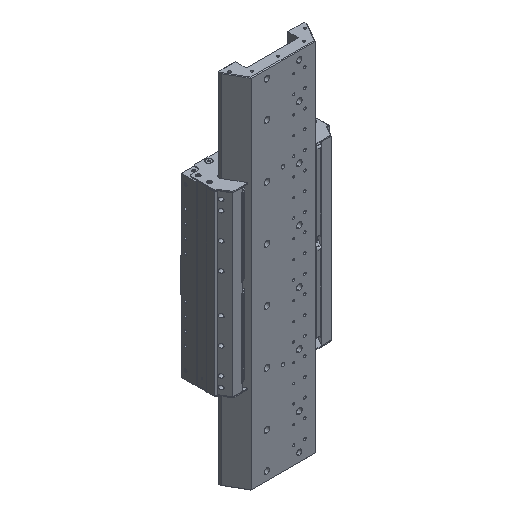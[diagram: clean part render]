
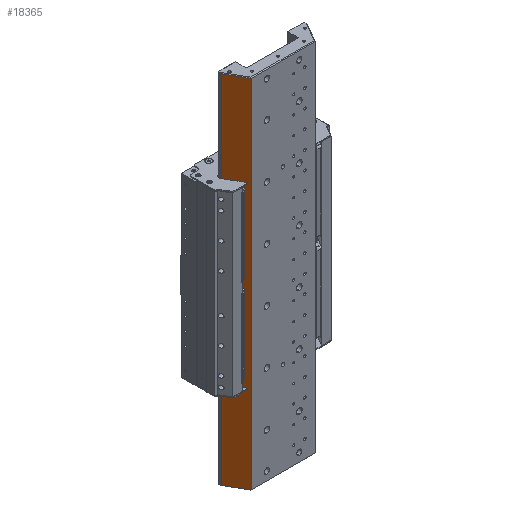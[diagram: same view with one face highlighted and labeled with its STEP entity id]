
A CAD part, isometric view. The second image highlights one B-rep face of the part: STEP entity #18365.
In plain terms, the highlighted planar face has unit normal (-0.866, -0.5, 0).
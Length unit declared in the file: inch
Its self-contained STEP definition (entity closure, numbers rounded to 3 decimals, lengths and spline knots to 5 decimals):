
#352 = DIRECTION ( 'NONE',  ( 0., 0., 1. ) ) ;
#569 = CARTESIAN_POINT ( 'NONE',  ( -2.15409, 0., -12. ) ) ;
#704 = CARTESIAN_POINT ( 'NONE',  ( -2.15409, 0., 11.96 ) ) ;
#3787 = EDGE_LOOP ( 'NONE', ( #55373, #47165, #14457, #14615 ) ) ;
#6380 = VECTOR ( 'NONE', #23746, 39.37008 ) ;
#9248 = CARTESIAN_POINT ( 'NONE',  ( -2.87, 1.24, -12. ) ) ;
#9540 = CARTESIAN_POINT ( 'NONE',  ( -2.15409, 0., -12. ) ) ;
#12001 = VERTEX_POINT ( 'NONE', #32883 ) ;
#14457 = ORIENTED_EDGE ( 'NONE', *, *, #50120, .T. ) ;
#14615 = ORIENTED_EDGE ( 'NONE', *, *, #17614, .T. ) ;
#17614 = EDGE_CURVE ( 'NONE', #12001, #38469, #32387, .T. ) ;
#17814 = VECTOR ( 'NONE', #352, 39.37008 ) ;
#18003 = DIRECTION ( 'NONE',  ( 0.5, -0.866, 0. ) ) ;
#18088 = LINE ( 'NONE', #9248, #22534 ) ;
#18365 = ADVANCED_FACE ( 'NONE', ( #24424 ), #41171, .T. ) ;
#18584 = DIRECTION ( 'NONE',  ( -0.866, -0.5, 0. ) ) ;
#20993 = VERTEX_POINT ( 'NONE', #31427 ) ;
#22225 = EDGE_CURVE ( 'NONE', #20993, #38469, #18088, .T. ) ;
#22534 = VECTOR ( 'NONE', #40960, 39.37008 ) ;
#23746 = DIRECTION ( 'NONE',  ( -0.5, 0.866, 0. ) ) ;
#24424 = FACE_OUTER_BOUND ( 'NONE', #3787, .T. ) ;
#29002 = VERTEX_POINT ( 'NONE', #40787 ) ;
#30044 = EDGE_CURVE ( 'NONE', #20993, #29002, #39327, .T. ) ;
#31427 = CARTESIAN_POINT ( 'NONE',  ( -2.87, 1.24, -11.96 ) ) ;
#31551 = AXIS2_PLACEMENT_3D ( 'NONE', #569, #18584, #18003 ) ;
#32387 = LINE ( 'NONE', #704, #6380 ) ;
#32883 = CARTESIAN_POINT ( 'NONE',  ( -2.15409, 0., 11.96 ) ) ;
#34870 = DIRECTION ( 'NONE',  ( 0.5, -0.866, 0. ) ) ;
#38469 = VERTEX_POINT ( 'NONE', #53628 ) ;
#39327 = LINE ( 'NONE', #52649, #48220 ) ;
#40787 = CARTESIAN_POINT ( 'NONE',  ( -2.15409, 0., -11.96 ) ) ;
#40960 = DIRECTION ( 'NONE',  ( 0., 0., 1. ) ) ;
#41171 = PLANE ( 'NONE',  #31551 ) ;
#47165 = ORIENTED_EDGE ( 'NONE', *, *, #30044, .T. ) ;
#48220 = VECTOR ( 'NONE', #34870, 39.37008 ) ;
#50116 = LINE ( 'NONE', #9540, #17814 ) ;
#50120 = EDGE_CURVE ( 'NONE', #29002, #12001, #50116, .T. ) ;
#52649 = CARTESIAN_POINT ( 'NONE',  ( -2.15409, 0., -11.96 ) ) ;
#53628 = CARTESIAN_POINT ( 'NONE',  ( -2.87, 1.24, 11.96 ) ) ;
#55373 = ORIENTED_EDGE ( 'NONE', *, *, #22225, .F. ) ;
